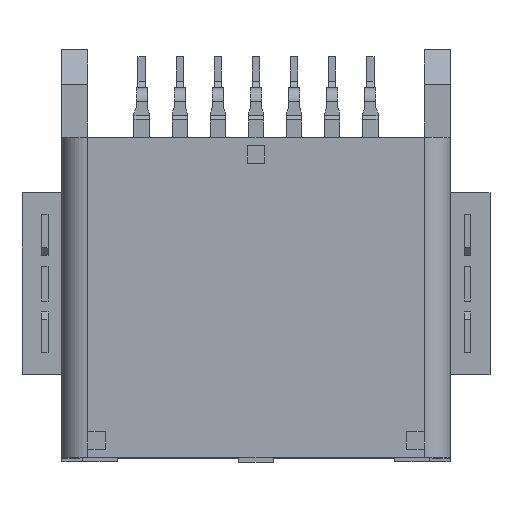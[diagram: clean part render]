
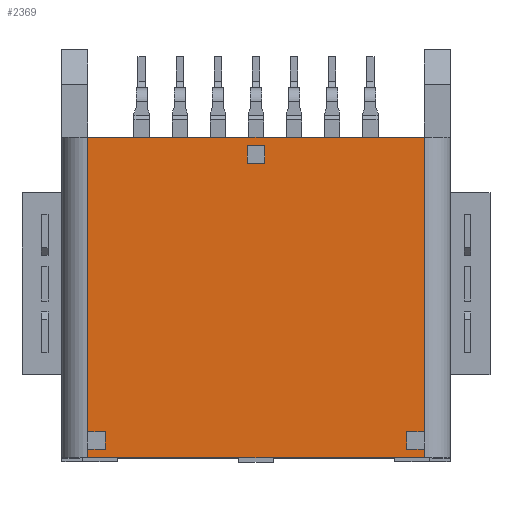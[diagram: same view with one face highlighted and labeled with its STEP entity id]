
A CAD part, top view. The second image highlights one B-rep face of the part: STEP entity #2369.
In plain terms, the highlighted planar face has unit normal (0, 0, 1).
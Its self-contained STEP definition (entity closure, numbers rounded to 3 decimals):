
#304 = VERTEX_POINT('',#305);
#305 = CARTESIAN_POINT('',(-9.7,8.345,10.695));
#312 = EDGE_CURVE('',#304,#313,#315,.T.);
#313 = VERTEX_POINT('',#314);
#314 = CARTESIAN_POINT('',(9.7,8.345,10.695));
#315 = LINE('',#316,#317);
#316 = CARTESIAN_POINT('',(-11.2,8.345,10.695));
#317 = VECTOR('',#318,1.);
#318 = DIRECTION('',(1.,0.,0.));
#935 = VERTEX_POINT('',#936);
#936 = CARTESIAN_POINT('',(9.7,-10.155,10.695));
#943 = EDGE_CURVE('',#944,#935,#946,.T.);
#944 = VERTEX_POINT('',#945);
#945 = CARTESIAN_POINT('',(-9.7,-10.155,10.695));
#946 = LINE('',#947,#948);
#947 = CARTESIAN_POINT('',(-11.2,-10.155,10.695));
#948 = VECTOR('',#949,1.);
#949 = DIRECTION('',(1.,0.,0.));
#2369 = ADVANCED_FACE('',(#2370,#2450),#2484,.T.);
#2370 = FACE_BOUND('',#2371,.T.);
#2371 = EDGE_LOOP('',(#2372,#2380,#2381,#2389,#2397,#2405,#2413,#2419,
    #2420,#2428,#2436,#2444));
#2372 = ORIENTED_EDGE('',*,*,#2373,.T.);
#2373 = EDGE_CURVE('',#2374,#313,#2376,.T.);
#2374 = VERTEX_POINT('',#2375);
#2375 = CARTESIAN_POINT('',(9.7,-8.655,10.695));
#2376 = LINE('',#2377,#2378);
#2377 = CARTESIAN_POINT('',(9.7,8.345,10.695));
#2378 = VECTOR('',#2379,1.);
#2379 = DIRECTION('',(0.,1.,0.));
#2380 = ORIENTED_EDGE('',*,*,#312,.F.);
#2381 = ORIENTED_EDGE('',*,*,#2382,.T.);
#2382 = EDGE_CURVE('',#304,#2383,#2385,.T.);
#2383 = VERTEX_POINT('',#2384);
#2384 = CARTESIAN_POINT('',(-9.7,-8.655,10.695));
#2385 = LINE('',#2386,#2387);
#2386 = CARTESIAN_POINT('',(-9.7,-10.155,10.695));
#2387 = VECTOR('',#2388,1.);
#2388 = DIRECTION('',(0.,-1.,0.));
#2389 = ORIENTED_EDGE('',*,*,#2390,.F.);
#2390 = EDGE_CURVE('',#2391,#2383,#2393,.T.);
#2391 = VERTEX_POINT('',#2392);
#2392 = CARTESIAN_POINT('',(-8.7,-8.655,10.695));
#2393 = LINE('',#2394,#2395);
#2394 = CARTESIAN_POINT('',(-9.7,-8.655,10.695));
#2395 = VECTOR('',#2396,1.);
#2396 = DIRECTION('',(-1.,0.,0.));
#2397 = ORIENTED_EDGE('',*,*,#2398,.F.);
#2398 = EDGE_CURVE('',#2399,#2391,#2401,.T.);
#2399 = VERTEX_POINT('',#2400);
#2400 = CARTESIAN_POINT('',(-8.7,-9.655,10.695));
#2401 = LINE('',#2402,#2403);
#2402 = CARTESIAN_POINT('',(-8.7,-8.655,10.695));
#2403 = VECTOR('',#2404,1.);
#2404 = DIRECTION('',(0.,1.,0.));
#2405 = ORIENTED_EDGE('',*,*,#2406,.F.);
#2406 = EDGE_CURVE('',#2407,#2399,#2409,.T.);
#2407 = VERTEX_POINT('',#2408);
#2408 = CARTESIAN_POINT('',(-9.7,-9.655,10.695));
#2409 = LINE('',#2410,#2411);
#2410 = CARTESIAN_POINT('',(-9.7,-9.655,10.695));
#2411 = VECTOR('',#2412,1.);
#2412 = DIRECTION('',(1.,0.,0.));
#2413 = ORIENTED_EDGE('',*,*,#2414,.T.);
#2414 = EDGE_CURVE('',#2407,#944,#2415,.T.);
#2415 = LINE('',#2416,#2417);
#2416 = CARTESIAN_POINT('',(-9.7,-10.155,10.695));
#2417 = VECTOR('',#2418,1.);
#2418 = DIRECTION('',(0.,-1.,0.));
#2419 = ORIENTED_EDGE('',*,*,#943,.T.);
#2420 = ORIENTED_EDGE('',*,*,#2421,.T.);
#2421 = EDGE_CURVE('',#935,#2422,#2424,.T.);
#2422 = VERTEX_POINT('',#2423);
#2423 = CARTESIAN_POINT('',(9.7,-9.655,10.695));
#2424 = LINE('',#2425,#2426);
#2425 = CARTESIAN_POINT('',(9.7,8.345,10.695));
#2426 = VECTOR('',#2427,1.);
#2427 = DIRECTION('',(0.,1.,0.));
#2428 = ORIENTED_EDGE('',*,*,#2429,.F.);
#2429 = EDGE_CURVE('',#2430,#2422,#2432,.T.);
#2430 = VERTEX_POINT('',#2431);
#2431 = CARTESIAN_POINT('',(8.7,-9.655,10.695));
#2432 = LINE('',#2433,#2434);
#2433 = CARTESIAN_POINT('',(9.7,-9.655,10.695));
#2434 = VECTOR('',#2435,1.);
#2435 = DIRECTION('',(1.,0.,0.));
#2436 = ORIENTED_EDGE('',*,*,#2437,.F.);
#2437 = EDGE_CURVE('',#2438,#2430,#2440,.T.);
#2438 = VERTEX_POINT('',#2439);
#2439 = CARTESIAN_POINT('',(8.7,-8.655,10.695));
#2440 = LINE('',#2441,#2442);
#2441 = CARTESIAN_POINT('',(8.7,-8.655,10.695));
#2442 = VECTOR('',#2443,1.);
#2443 = DIRECTION('',(0.,-1.,0.));
#2444 = ORIENTED_EDGE('',*,*,#2445,.F.);
#2445 = EDGE_CURVE('',#2374,#2438,#2446,.T.);
#2446 = LINE('',#2447,#2448);
#2447 = CARTESIAN_POINT('',(9.7,-8.655,10.695));
#2448 = VECTOR('',#2449,1.);
#2449 = DIRECTION('',(-1.,0.,0.));
#2450 = FACE_BOUND('',#2451,.T.);
#2451 = EDGE_LOOP('',(#2452,#2462,#2470,#2478));
#2452 = ORIENTED_EDGE('',*,*,#2453,.F.);
#2453 = EDGE_CURVE('',#2454,#2456,#2458,.T.);
#2454 = VERTEX_POINT('',#2455);
#2455 = CARTESIAN_POINT('',(-0.5,7.845,10.695));
#2456 = VERTEX_POINT('',#2457);
#2457 = CARTESIAN_POINT('',(-0.5,6.845,10.695));
#2458 = LINE('',#2459,#2460);
#2459 = CARTESIAN_POINT('',(-0.5,7.845,10.695));
#2460 = VECTOR('',#2461,1.);
#2461 = DIRECTION('',(0.,-1.,0.));
#2462 = ORIENTED_EDGE('',*,*,#2463,.F.);
#2463 = EDGE_CURVE('',#2464,#2454,#2466,.T.);
#2464 = VERTEX_POINT('',#2465);
#2465 = CARTESIAN_POINT('',(0.5,7.845,10.695));
#2466 = LINE('',#2467,#2468);
#2467 = CARTESIAN_POINT('',(0.5,7.845,10.695));
#2468 = VECTOR('',#2469,1.);
#2469 = DIRECTION('',(-1.,0.,0.));
#2470 = ORIENTED_EDGE('',*,*,#2471,.F.);
#2471 = EDGE_CURVE('',#2472,#2464,#2474,.T.);
#2472 = VERTEX_POINT('',#2473);
#2473 = CARTESIAN_POINT('',(0.5,6.845,10.695));
#2474 = LINE('',#2475,#2476);
#2475 = CARTESIAN_POINT('',(0.5,7.845,10.695));
#2476 = VECTOR('',#2477,1.);
#2477 = DIRECTION('',(0.,1.,0.));
#2478 = ORIENTED_EDGE('',*,*,#2479,.F.);
#2479 = EDGE_CURVE('',#2456,#2472,#2480,.T.);
#2480 = LINE('',#2481,#2482);
#2481 = CARTESIAN_POINT('',(-0.5,6.845,10.695));
#2482 = VECTOR('',#2483,1.);
#2483 = DIRECTION('',(1.,0.,0.));
#2484 = PLANE('',#2485);
#2485 = AXIS2_PLACEMENT_3D('',#2486,#2487,#2488);
#2486 = CARTESIAN_POINT('',(-11.2,21.817,10.695));
#2487 = DIRECTION('',(0.,0.,1.));
#2488 = DIRECTION('',(0.,-1.,0.));
